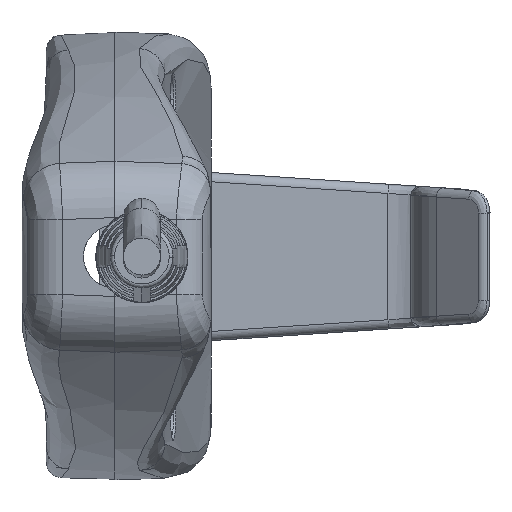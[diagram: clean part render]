
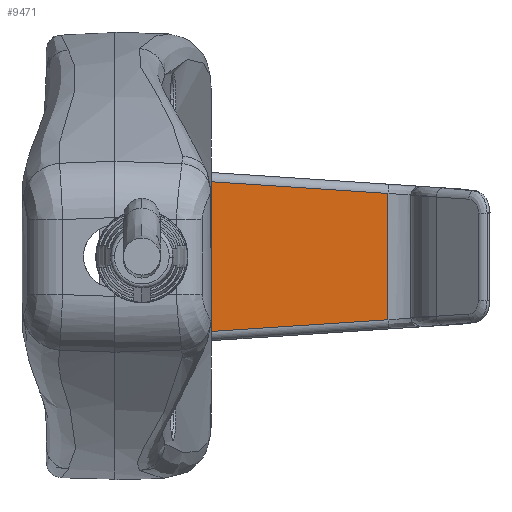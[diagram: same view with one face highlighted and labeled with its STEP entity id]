
A CAD part, left-side view. The second image highlights one B-rep face of the part: STEP entity #9471.
In plain terms, the highlighted planar face has unit normal (-1, -0.021, 0).
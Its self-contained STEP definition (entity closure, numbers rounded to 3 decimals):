
#169 = EDGE_CURVE ( 'NONE', #23267, #30469, #15962, .T. ) ;
#203 = LINE ( 'NONE', #26527, #29667 ) ;
#221 = EDGE_CURVE ( 'NONE', #26621, #16966, #9888, .T. ) ;
#470 = ORIENTED_EDGE ( 'NONE', *, *, #11295, .T. ) ;
#1002 = CARTESIAN_POINT ( 'NONE',  ( 54.698, -35.03, 12.4 ) ) ;
#1117 = DIRECTION ( 'NONE',  ( -0.021, 1., 0. ) ) ;
#1293 = AXIS2_PLACEMENT_3D ( 'NONE', #1002, #19387, #1117 ) ;
#1426 = CARTESIAN_POINT ( 'NONE',  ( 54.128, -8.2, -9.999 ) ) ;
#1973 = CARTESIAN_POINT ( 'NONE',  ( 54.698, -35.03, 12.1 ) ) ;
#2187 = DIRECTION ( 'NONE',  ( -0.021, 1., 0. ) ) ;
#2486 = ORIENTED_EDGE ( 'NONE', *, *, #30033, .T. ) ;
#3031 = EDGE_LOOP ( 'NONE', ( #5911, #8637, #17804, #6244, #29088, #470, #3298, #2486 ) ) ;
#3298 = ORIENTED_EDGE ( 'NONE', *, *, #169, .T. ) ;
#4216 = CARTESIAN_POINT ( 'NONE',  ( 54.128, -8.2, -9.999 ) ) ;
#5197 = CARTESIAN_POINT ( 'NONE',  ( 54.698, -35.03, 12.4 ) ) ;
#5878 = VECTOR ( 'NONE', #29728, 1000. ) ;
#5911 = ORIENTED_EDGE ( 'NONE', *, *, #14512, .T. ) ;
#6244 = ORIENTED_EDGE ( 'NONE', *, *, #221, .T. ) ;
#6719 = CARTESIAN_POINT ( 'NONE',  ( 54., -2.2, 12.1 ) ) ;
#8510 = VECTOR ( 'NONE', #16266, 1000. ) ;
#8637 = ORIENTED_EDGE ( 'NONE', *, *, #16299, .T. ) ;
#8871 = DIRECTION ( 'NONE',  ( 0., 0., -1. ) ) ;
#9297 = LINE ( 'NONE', #26703, #8510 ) ;
#9471 = ADVANCED_FACE ( 'NONE', ( #17993 ), #16586, .T. ) ;
#9765 = CARTESIAN_POINT ( 'NONE',  ( 54.128, -8.2, 12.4 ) ) ;
#9888 = LINE ( 'NONE', #1973, #23613 ) ;
#10700 = EDGE_CURVE ( 'NONE', #24630, #26621, #15745, .T. ) ;
#11295 = EDGE_CURVE ( 'NONE', #16200, #23267, #9297, .T. ) ;
#11433 = CARTESIAN_POINT ( 'NONE',  ( 54., -2.2, 12.4 ) ) ;
#14510 = CARTESIAN_POINT ( 'NONE',  ( 54.128, -8.2, 9.999 ) ) ;
#14512 = EDGE_CURVE ( 'NONE', #15160, #31062, #31328, .T. ) ;
#14908 = VECTOR ( 'NONE', #31190, 1000. ) ;
#15024 = CARTESIAN_POINT ( 'NONE',  ( 54.698, -35.03, -8.224 ) ) ;
#15160 = VERTEX_POINT ( 'NONE', #15024 ) ;
#15186 = VECTOR ( 'NONE', #30671, 1000. ) ;
#15745 = LINE ( 'NONE', #30847, #14908 ) ;
#15843 = CARTESIAN_POINT ( 'NONE',  ( 54.698, -35.03, 8.224 ) ) ;
#15962 = LINE ( 'NONE', #9765, #26026 ) ;
#16200 = VERTEX_POINT ( 'NONE', #26202 ) ;
#16266 = DIRECTION ( 'NONE',  ( 0.021, -1., 0. ) ) ;
#16299 = EDGE_CURVE ( 'NONE', #31062, #24630, #203, .T. ) ;
#16586 = PLANE ( 'NONE',  #1293 ) ;
#16966 = VERTEX_POINT ( 'NONE', #6719 ) ;
#17804 = ORIENTED_EDGE ( 'NONE', *, *, #10700, .T. ) ;
#17993 = FACE_OUTER_BOUND ( 'NONE', #3031, .T. ) ;
#18046 = VECTOR ( 'NONE', #8871, 1000. ) ;
#19387 = DIRECTION ( 'NONE',  ( -1., -0.021, 0. ) ) ;
#22607 = DIRECTION ( 'NONE',  ( 0., 0., 1. ) ) ;
#22741 = CARTESIAN_POINT ( 'NONE',  ( 54.128, -8.2, -12.1 ) ) ;
#23267 = VERTEX_POINT ( 'NONE', #22741 ) ;
#23613 = VECTOR ( 'NONE', #2187, 1000. ) ;
#24630 = VERTEX_POINT ( 'NONE', #14510 ) ;
#25238 = LINE ( 'NONE', #1426, #5878 ) ;
#26026 = VECTOR ( 'NONE', #22607, 1000. ) ;
#26202 = CARTESIAN_POINT ( 'NONE',  ( 54., -2.2, -12.1 ) ) ;
#26527 = CARTESIAN_POINT ( 'NONE',  ( 54.698, -35.03, 8.224 ) ) ;
#26621 = VERTEX_POINT ( 'NONE', #30912 ) ;
#26703 = CARTESIAN_POINT ( 'NONE',  ( 54.698, -35.03, -12.1 ) ) ;
#29088 = ORIENTED_EDGE ( 'NONE', *, *, #29101, .T. ) ;
#29101 = EDGE_CURVE ( 'NONE', #16966, #16200, #29708, .T. ) ;
#29667 = VECTOR ( 'NONE', #31408, 1000. ) ;
#29708 = LINE ( 'NONE', #11433, #18046 ) ;
#29728 = DIRECTION ( 'NONE',  ( 0.021, -0.998, 0.066 ) ) ;
#30033 = EDGE_CURVE ( 'NONE', #30469, #15160, #25238, .T. ) ;
#30469 = VERTEX_POINT ( 'NONE', #4216 ) ;
#30671 = DIRECTION ( 'NONE',  ( 0., 0., 1. ) ) ;
#30847 = CARTESIAN_POINT ( 'NONE',  ( 54.128, -8.2, 12.4 ) ) ;
#30912 = CARTESIAN_POINT ( 'NONE',  ( 54.128, -8.2, 12.1 ) ) ;
#31062 = VERTEX_POINT ( 'NONE', #15843 ) ;
#31190 = DIRECTION ( 'NONE',  ( 0., 0., 1. ) ) ;
#31328 = LINE ( 'NONE', #5197, #15186 ) ;
#31408 = DIRECTION ( 'NONE',  ( -0.021, 0.998, 0.066 ) ) ;
